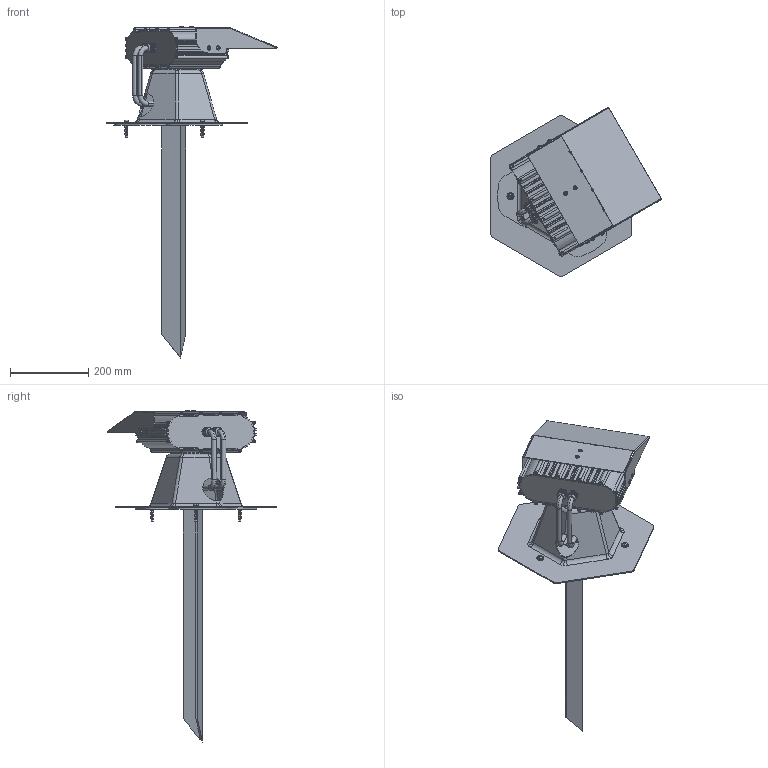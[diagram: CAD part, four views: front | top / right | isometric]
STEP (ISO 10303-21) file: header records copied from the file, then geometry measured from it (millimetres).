
FILE_DESCRIPTION (( 'STEP AP214' ), '1' );
FILE_NAME ('Ïðîæåêòîð ïîäñâåòêè â ãðóíò.STEP', '2018-11-28T10:41:23', ( '' ), ( '' ), 'SwSTEP 2.0', 'SolidWorks 2018', '' );
FILE_SCHEMA (( 'AUTOMOTIVE_DESIGN' ));
Length unit declared in the file: millimetre
Products named in the file (26): Øàéáà øèðîêàÿ Ì6; Ñáîðêà ïîäîøâû; socket button head cap screw_am_B18.3.4M - 6 x 1.0 x 6 SBHCS --N; Ëàñò.õâîñò.Ïðîæåêòîð; socket button head cap screw_am_B18.3.4M - 4 x 0.7 x 10 SBHCS --N; socket countersunk head screw_am_B18.3.5M - 6 x 1.0 x 12 Socket FCHS  -- 12N; ãàéêà ïîä ïðîâîäà çàæèìíàÿ; socket button head cap screw_am_B18.3.4M - 4 x 0.7 x 6 SBHCS --N; 咈嚦.礱闃瀖1; 鎗鵻罻1; Ïîäîøâà; Ïèðàìèäà_(áåòîí); Ïðîæåêòîð ïîäñâåòêè â ãðóíò; 署赅7(new); Ýë.ïëàòî7; ﾊ鰀靍裲; 砎鍒鍱_1; 署赅 镳铉疣黜.; Ñáîðêà Óïîð Ðîìàøêà; 义镫铖祉桕; Øòûðü 01; 咍耬趌瀁鋹膴鵽; ïëàòôîðìà êîíóñà; Ïëàòî7; ÄÞÁÅËÜ-ÃÂÎÇÄÜ SNAKE 6õ40; 扻豵鵨7U
Assembly tree (72 placements, depth 3):
  Ïðîæåêòîð ïîäñâåòêè â ãðóíò
    Ïèðàìèäà_(áåòîí)
    Ñáîðêà ïîäîøâû
      Ïîäîøâà
      鎗鵻罻1  x3
      socket button head cap screw_am_B18.3.4M - 4 x 0.7 x 6 SBHCS --N  x3
      socket countersunk head screw_am_B18.3.5M - 6 x 1.0 x 12 Socket FCHS  -- 12N  x2
      Ëàñò.õâîñò.Ïðîæåêòîð
    扻豵鵨7U
    Ïëàòî7
    咍耬趌瀁鋹膴鵽  x7
    义镫铖祉桕
    署赅 镳铉疣黜.
    ﾊ鰀靍裲
    Ýë.ïëàòî7
    署赅7(new)
    咈嚦.礱闃瀖1  x3
    ãàéêà ïîä ïðîâîäà çàæèìíàÿ  x2
    socket button head cap screw_am_B18.3.4M - 4 x 0.7 x 10 SBHCS --N  x24
    socket button head cap screw_am_B18.3.4M - 6 x 1.0 x 6 SBHCS --N  x6
    Øàéáà øèðîêàÿ Ì6  x3
    ÄÞÁÅËÜ-ÃÂÎÇÄÜ SNAKE 6õ40  x3
    Ñáîðêà Óïîð Ðîìàøêà
      ïëàòôîðìà êîíóñà
      Øòûðü 01
    砎鍒鍱_1  x2
Bounding box: 436.48 x 432.53 x 850.92 mm (x, y, z)
Volume: 1794710.7 mm3; surface area: 1217082.2 mm2
Topology: 70 solids, 70 shells, 2330 faces, 5788 edges, 3556 vertices
Faces by surface type: plane 992, cylinder 894, cone 210, torus 116, sphere 66, bspline 52
Entity records: 37434 total; most frequent: CARTESIAN_POINT 8482, DIRECTION 6128, ORIENTED_EDGE 5622, EDGE_CURVE 2811, AXIS2_PLACEMENT_3D 2324, VERTEX_POINT 1815, VECTOR 1480, LINE 1480
